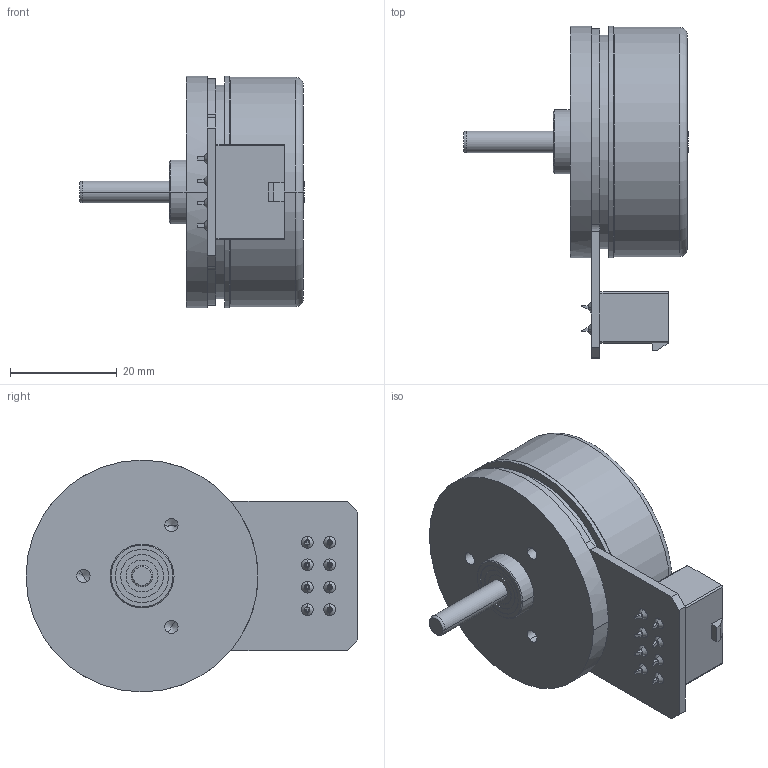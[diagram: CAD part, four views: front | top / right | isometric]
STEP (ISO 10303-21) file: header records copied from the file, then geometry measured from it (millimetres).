
FILE_DESCRIPTION((''),'2;1');
FILE_NAME('5663772','2020-04-20T',('MMAGVISI'),(''),'CREO PARAMETRIC BY PTC INC, 2017300','CREO PARAMETRIC BY PTC INC, 2017300','');
FILE_SCHEMA(('CONFIG_CONTROL_DESIGN'));
Length unit declared in the file: millimetre
Products named in the file (1): 5663772
Bounding box: 42.2 x 62.25 x 43.5 mm (x, y, z)
Volume: 34369.6 mm3; surface area: 9991.4 mm2
Topology: 1 solids, 1 shells, 238 faces, 561 edges, 363 vertices
Faces by surface type: plane 171, cylinder 33, cone 26, revolution 4, torus 4
Entity records: 8540 total; most frequent: CARTESIAN_POINT 1198, DIRECTION 1139, ORIENTED_EDGE 1110, PRESENTATION_STYLE_ASSIGNMENT 556, STYLED_ITEM 556, CURVE_STYLE 555, EDGE_CURVE 555, VECTOR 435
